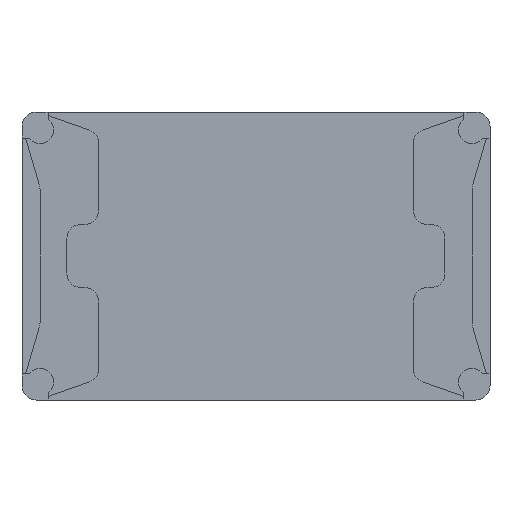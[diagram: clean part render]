
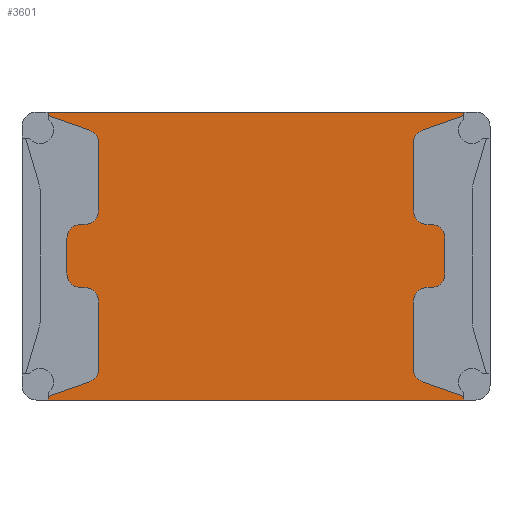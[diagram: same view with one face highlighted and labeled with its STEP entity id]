
A CAD part, front view. The second image highlights one B-rep face of the part: STEP entity #3601.
In plain terms, the highlighted planar face has unit normal (0, -1, 0).
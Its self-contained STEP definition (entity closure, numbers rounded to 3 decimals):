
#290=CIRCLE('',#3872,7.5);
#292=CIRCLE('',#3876,7.5);
#294=CIRCLE('',#3880,7.5);
#296=CIRCLE('',#3884,7.5);
#298=CIRCLE('',#3888,7.5);
#300=CIRCLE('',#3892,7.5);
#308=CIRCLE('',#3910,7.5);
#309=CIRCLE('',#3911,7.5);
#310=CIRCLE('',#3912,7.5);
#311=CIRCLE('',#3913,7.5);
#312=CIRCLE('',#3914,7.5);
#313=CIRCLE('',#3915,7.5);
#544=FACE_OUTER_BOUND('',#758,.T.);
#758=EDGE_LOOP('',(#2540,#2541,#2542,#2543,#2544,#2545,#2546,#2547,#2548,
#2549,#2550,#2551,#2552,#2553,#2554,#2555,#2556,#2557,#2558,#2559,#2560,
#2561,#2562,#2563,#2564,#2565,#2566,#2567,#2568,#2569,#2570,#2571));
#958=LINE('',#5534,#1186);
#963=LINE('',#5548,#1191);
#967=LINE('',#5560,#1195);
#971=LINE('',#5572,#1199);
#975=LINE('',#5584,#1203);
#979=LINE('',#5596,#1207);
#983=LINE('',#5608,#1211);
#1002=LINE('',#5658,#1230);
#1009=LINE('',#5672,#1237);
#1010=LINE('',#5674,#1238);
#1011=LINE('',#5676,#1239);
#1012=LINE('',#5678,#1240);
#1013=LINE('',#5682,#1241);
#1014=LINE('',#5686,#1242);
#1015=LINE('',#5690,#1243);
#1016=LINE('',#5694,#1244);
#1017=LINE('',#5698,#1245);
#1018=LINE('',#5702,#1246);
#1019=LINE('',#5704,#1247);
#1020=LINE('',#5705,#1248);
#1186=VECTOR('',#4389,10.);
#1191=VECTOR('',#4402,10.);
#1195=VECTOR('',#4414,10.);
#1199=VECTOR('',#4426,10.);
#1203=VECTOR('',#4438,10.);
#1207=VECTOR('',#4450,10.);
#1211=VECTOR('',#4462,10.);
#1230=VECTOR('',#4507,10.);
#1237=VECTOR('',#4518,10.);
#1238=VECTOR('',#4519,10.);
#1239=VECTOR('',#4520,10.);
#1240=VECTOR('',#4521,10.);
#1241=VECTOR('',#4524,10.);
#1242=VECTOR('',#4527,10.);
#1243=VECTOR('',#4530,10.);
#1244=VECTOR('',#4533,10.);
#1245=VECTOR('',#4536,10.);
#1246=VECTOR('',#4539,10.);
#1247=VECTOR('',#4540,10.);
#1248=VECTOR('',#4541,10.);
#1450=VERTEX_POINT('',#5532);
#1451=VERTEX_POINT('',#5533);
#1454=VERTEX_POINT('',#5541);
#1456=VERTEX_POINT('',#5547);
#1458=VERTEX_POINT('',#5553);
#1460=VERTEX_POINT('',#5559);
#1462=VERTEX_POINT('',#5565);
#1464=VERTEX_POINT('',#5571);
#1466=VERTEX_POINT('',#5577);
#1468=VERTEX_POINT('',#5583);
#1470=VERTEX_POINT('',#5589);
#1472=VERTEX_POINT('',#5595);
#1474=VERTEX_POINT('',#5601);
#1476=VERTEX_POINT('',#5607);
#1494=VERTEX_POINT('',#5657);
#1499=VERTEX_POINT('',#5671);
#1500=VERTEX_POINT('',#5673);
#1501=VERTEX_POINT('',#5675);
#1502=VERTEX_POINT('',#5677);
#1503=VERTEX_POINT('',#5679);
#1504=VERTEX_POINT('',#5681);
#1505=VERTEX_POINT('',#5683);
#1506=VERTEX_POINT('',#5685);
#1507=VERTEX_POINT('',#5687);
#1508=VERTEX_POINT('',#5689);
#1509=VERTEX_POINT('',#5691);
#1510=VERTEX_POINT('',#5693);
#1511=VERTEX_POINT('',#5695);
#1512=VERTEX_POINT('',#5697);
#1513=VERTEX_POINT('',#5699);
#1514=VERTEX_POINT('',#5701);
#1515=VERTEX_POINT('',#5703);
#1814=EDGE_CURVE('',#1450,#1451,#958,.T.);
#1818=EDGE_CURVE('',#1454,#1450,#290,.T.);
#1821=EDGE_CURVE('',#1456,#1454,#963,.T.);
#1824=EDGE_CURVE('',#1458,#1456,#292,.T.);
#1827=EDGE_CURVE('',#1460,#1458,#967,.T.);
#1830=EDGE_CURVE('',#1462,#1460,#294,.T.);
#1833=EDGE_CURVE('',#1464,#1462,#971,.T.);
#1836=EDGE_CURVE('',#1466,#1464,#296,.T.);
#1839=EDGE_CURVE('',#1468,#1466,#975,.T.);
#1842=EDGE_CURVE('',#1470,#1468,#298,.T.);
#1845=EDGE_CURVE('',#1472,#1470,#979,.T.);
#1848=EDGE_CURVE('',#1474,#1472,#300,.T.);
#1851=EDGE_CURVE('',#1476,#1474,#983,.T.);
#1876=EDGE_CURVE('',#1494,#1476,#1002,.T.);
#1883=EDGE_CURVE('',#1451,#1499,#1009,.T.);
#1884=EDGE_CURVE('',#1499,#1500,#1010,.T.);
#1885=EDGE_CURVE('',#1500,#1501,#1011,.T.);
#1886=EDGE_CURVE('',#1501,#1502,#1012,.T.);
#1887=EDGE_CURVE('',#1502,#1503,#308,.T.);
#1888=EDGE_CURVE('',#1503,#1504,#1013,.T.);
#1889=EDGE_CURVE('',#1504,#1505,#309,.T.);
#1890=EDGE_CURVE('',#1505,#1506,#1014,.T.);
#1891=EDGE_CURVE('',#1506,#1507,#310,.T.);
#1892=EDGE_CURVE('',#1507,#1508,#1015,.T.);
#1893=EDGE_CURVE('',#1508,#1509,#311,.T.);
#1894=EDGE_CURVE('',#1509,#1510,#1016,.T.);
#1895=EDGE_CURVE('',#1510,#1511,#312,.T.);
#1896=EDGE_CURVE('',#1511,#1512,#1017,.T.);
#1897=EDGE_CURVE('',#1512,#1513,#313,.T.);
#1898=EDGE_CURVE('',#1513,#1514,#1018,.T.);
#1899=EDGE_CURVE('',#1514,#1515,#1019,.T.);
#1900=EDGE_CURVE('',#1515,#1494,#1020,.T.);
#2540=ORIENTED_EDGE('',*,*,#1851,.T.);
#2541=ORIENTED_EDGE('',*,*,#1848,.T.);
#2542=ORIENTED_EDGE('',*,*,#1845,.T.);
#2543=ORIENTED_EDGE('',*,*,#1842,.T.);
#2544=ORIENTED_EDGE('',*,*,#1839,.T.);
#2545=ORIENTED_EDGE('',*,*,#1836,.T.);
#2546=ORIENTED_EDGE('',*,*,#1833,.T.);
#2547=ORIENTED_EDGE('',*,*,#1830,.T.);
#2548=ORIENTED_EDGE('',*,*,#1827,.T.);
#2549=ORIENTED_EDGE('',*,*,#1824,.T.);
#2550=ORIENTED_EDGE('',*,*,#1821,.T.);
#2551=ORIENTED_EDGE('',*,*,#1818,.T.);
#2552=ORIENTED_EDGE('',*,*,#1814,.T.);
#2553=ORIENTED_EDGE('',*,*,#1883,.T.);
#2554=ORIENTED_EDGE('',*,*,#1884,.T.);
#2555=ORIENTED_EDGE('',*,*,#1885,.T.);
#2556=ORIENTED_EDGE('',*,*,#1886,.T.);
#2557=ORIENTED_EDGE('',*,*,#1887,.T.);
#2558=ORIENTED_EDGE('',*,*,#1888,.T.);
#2559=ORIENTED_EDGE('',*,*,#1889,.T.);
#2560=ORIENTED_EDGE('',*,*,#1890,.T.);
#2561=ORIENTED_EDGE('',*,*,#1891,.T.);
#2562=ORIENTED_EDGE('',*,*,#1892,.T.);
#2563=ORIENTED_EDGE('',*,*,#1893,.T.);
#2564=ORIENTED_EDGE('',*,*,#1894,.T.);
#2565=ORIENTED_EDGE('',*,*,#1895,.T.);
#2566=ORIENTED_EDGE('',*,*,#1896,.T.);
#2567=ORIENTED_EDGE('',*,*,#1897,.T.);
#2568=ORIENTED_EDGE('',*,*,#1898,.T.);
#2569=ORIENTED_EDGE('',*,*,#1899,.T.);
#2570=ORIENTED_EDGE('',*,*,#1900,.T.);
#2571=ORIENTED_EDGE('',*,*,#1876,.T.);
#3280=PLANE('',#3909);
#3601=ADVANCED_FACE('',(#544),#3280,.F.);
#3872=AXIS2_PLACEMENT_3D('',#5542,#4395,#4396);
#3876=AXIS2_PLACEMENT_3D('',#5554,#4407,#4408);
#3880=AXIS2_PLACEMENT_3D('',#5566,#4419,#4420);
#3884=AXIS2_PLACEMENT_3D('',#5578,#4431,#4432);
#3888=AXIS2_PLACEMENT_3D('',#5590,#4443,#4444);
#3892=AXIS2_PLACEMENT_3D('',#5602,#4455,#4456);
#3909=AXIS2_PLACEMENT_3D('',#5670,#4516,#4517);
#3910=AXIS2_PLACEMENT_3D('',#5680,#4522,#4523);
#3911=AXIS2_PLACEMENT_3D('',#5684,#4525,#4526);
#3912=AXIS2_PLACEMENT_3D('',#5688,#4528,#4529);
#3913=AXIS2_PLACEMENT_3D('',#5692,#4531,#4532);
#3914=AXIS2_PLACEMENT_3D('',#5696,#4534,#4535);
#3915=AXIS2_PLACEMENT_3D('',#5700,#4537,#4538);
#4389=DIRECTION('',(0.943,0.,0.332));
#4395=DIRECTION('center_axis',(0.,1.,0.));
#4396=DIRECTION('ref_axis',(-1.,0.,0.));
#4402=DIRECTION('',(0.,0.,1.));
#4407=DIRECTION('center_axis',(0.,1.,0.));
#4408=DIRECTION('ref_axis',(0.,0.,-1.));
#4414=DIRECTION('',(-1.,0.,0.));
#4419=DIRECTION('center_axis',(0.,-1.,0.));
#4420=DIRECTION('ref_axis',(0.,0.,-1.));
#4426=DIRECTION('',(0.,0.,1.));
#4431=DIRECTION('center_axis',(0.,-1.,0.));
#4432=DIRECTION('ref_axis',(-1.,0.,0.));
#4438=DIRECTION('',(1.,0.,0.));
#4443=DIRECTION('center_axis',(0.,1.,0.));
#4444=DIRECTION('ref_axis',(-1.,0.,0.));
#4450=DIRECTION('',(0.,0.,1.));
#4455=DIRECTION('center_axis',(0.,1.,0.));
#4456=DIRECTION('ref_axis',(-0.332,0.,-0.943));
#4462=DIRECTION('',(-0.943,0.,0.332));
#4507=DIRECTION('',(0.,0.,1.));
#4516=DIRECTION('center_axis',(0.,1.,0.));
#4517=DIRECTION('ref_axis',(0.,0.,1.));
#4518=DIRECTION('',(0.,0.,1.));
#4519=DIRECTION('',(-1.,0.,0.));
#4520=DIRECTION('',(0.,0.,-1.));
#4521=DIRECTION('',(0.943,0.,-0.332));
#4522=DIRECTION('center_axis',(0.,1.,0.));
#4523=DIRECTION('ref_axis',(1.,0.,0.));
#4524=DIRECTION('',(0.,0.,-1.));
#4525=DIRECTION('center_axis',(0.,1.,0.));
#4526=DIRECTION('ref_axis',(0.,0.,-1.));
#4527=DIRECTION('',(-1.,0.,0.));
#4528=DIRECTION('center_axis',(0.,-1.,0.));
#4529=DIRECTION('ref_axis',(0.,0.,-1.));
#4530=DIRECTION('',(0.,0.,-1.));
#4531=DIRECTION('center_axis',(0.,-1.,0.));
#4532=DIRECTION('ref_axis',(1.,0.,0.));
#4533=DIRECTION('',(1.,0.,0.));
#4534=DIRECTION('center_axis',(0.,1.,0.));
#4535=DIRECTION('ref_axis',(1.,0.,0.));
#4536=DIRECTION('',(0.,0.,-1.));
#4537=DIRECTION('center_axis',(0.,1.,0.));
#4538=DIRECTION('ref_axis',(0.332,0.,-0.943));
#4539=DIRECTION('',(-0.943,0.,-0.332));
#4540=DIRECTION('',(0.,0.,-1.));
#4541=DIRECTION('',(1.,0.,0.));
#5532=CARTESIAN_POINT('',(92.511,0.,69.895));
#5533=CARTESIAN_POINT('',(115.5,0.,77.984));
#5534=CARTESIAN_POINT('',(40.409,0.,51.562));
#5541=CARTESIAN_POINT('',(87.5,0.,62.82));
#5542=CARTESIAN_POINT('Origin',(95.,0.,62.82));
#5547=CARTESIAN_POINT('',(87.5,0.,25.));
#5548=CARTESIAN_POINT('',(87.5,0.,12.5));
#5553=CARTESIAN_POINT('',(95.,0.,17.5));
#5554=CARTESIAN_POINT('Origin',(95.,0.,25.));
#5559=CARTESIAN_POINT('',(97.5,0.,17.5));
#5560=CARTESIAN_POINT('',(48.75,0.,17.5));
#5565=CARTESIAN_POINT('',(105.,0.,10.));
#5566=CARTESIAN_POINT('Origin',(97.5,0.,10.));
#5571=CARTESIAN_POINT('',(105.,0.,-10.));
#5572=CARTESIAN_POINT('',(105.,0.,-5.));
#5577=CARTESIAN_POINT('',(97.5,0.,-17.5));
#5578=CARTESIAN_POINT('Origin',(97.5,0.,-10.));
#5583=CARTESIAN_POINT('',(95.,0.,-17.5));
#5584=CARTESIAN_POINT('',(47.5,0.,-17.5));
#5589=CARTESIAN_POINT('',(87.5,0.,-25.));
#5590=CARTESIAN_POINT('Origin',(95.,0.,-25.));
#5595=CARTESIAN_POINT('',(87.5,0.,-62.82));
#5596=CARTESIAN_POINT('',(87.5,0.,-31.41));
#5601=CARTESIAN_POINT('',(92.511,0.,-69.895));
#5602=CARTESIAN_POINT('Origin',(95.,0.,-62.82));
#5607=CARTESIAN_POINT('',(115.5,0.,-77.984));
#5608=CARTESIAN_POINT('',(51.904,0.,-55.607));
#5657=CARTESIAN_POINT('',(115.5,0.,-80.));
#5658=CARTESIAN_POINT('',(115.5,0.,-40.));
#5670=CARTESIAN_POINT('Origin',(0.,0.,0.));
#5671=CARTESIAN_POINT('',(115.5,0.,80.));
#5672=CARTESIAN_POINT('',(115.5,0.,40.));
#5673=CARTESIAN_POINT('',(-115.5,0.,80.));
#5674=CARTESIAN_POINT('',(130.,0.,80.));
#5675=CARTESIAN_POINT('',(-115.5,0.,77.984));
#5676=CARTESIAN_POINT('',(-115.5,0.,40.));
#5677=CARTESIAN_POINT('',(-92.511,0.,69.895));
#5678=CARTESIAN_POINT('',(-40.409,0.,51.562));
#5679=CARTESIAN_POINT('',(-87.5,0.,62.82));
#5680=CARTESIAN_POINT('Origin',(-95.,0.,62.82));
#5681=CARTESIAN_POINT('',(-87.5,0.,25.));
#5682=CARTESIAN_POINT('',(-87.5,0.,12.5));
#5683=CARTESIAN_POINT('',(-95.,0.,17.5));
#5684=CARTESIAN_POINT('Origin',(-95.,0.,25.));
#5685=CARTESIAN_POINT('',(-97.5,0.,17.5));
#5686=CARTESIAN_POINT('',(-48.75,0.,17.5));
#5687=CARTESIAN_POINT('',(-105.,0.,10.));
#5688=CARTESIAN_POINT('Origin',(-97.5,0.,10.));
#5689=CARTESIAN_POINT('',(-105.,0.,-10.));
#5690=CARTESIAN_POINT('',(-105.,0.,-5.));
#5691=CARTESIAN_POINT('',(-97.5,0.,-17.5));
#5692=CARTESIAN_POINT('Origin',(-97.5,0.,-10.));
#5693=CARTESIAN_POINT('',(-95.,0.,-17.5));
#5694=CARTESIAN_POINT('',(-47.5,0.,-17.5));
#5695=CARTESIAN_POINT('',(-87.5,0.,-25.));
#5696=CARTESIAN_POINT('Origin',(-95.,0.,-25.));
#5697=CARTESIAN_POINT('',(-87.5,0.,-62.82));
#5698=CARTESIAN_POINT('',(-87.5,0.,-31.41));
#5699=CARTESIAN_POINT('',(-92.511,0.,-69.895));
#5700=CARTESIAN_POINT('Origin',(-95.,0.,-62.82));
#5701=CARTESIAN_POINT('',(-115.5,0.,-77.984));
#5702=CARTESIAN_POINT('',(-51.904,0.,-55.607));
#5703=CARTESIAN_POINT('',(-115.5,0.,-80.));
#5704=CARTESIAN_POINT('',(-115.5,0.,-40.));
#5705=CARTESIAN_POINT('',(-130.,0.,-80.));
